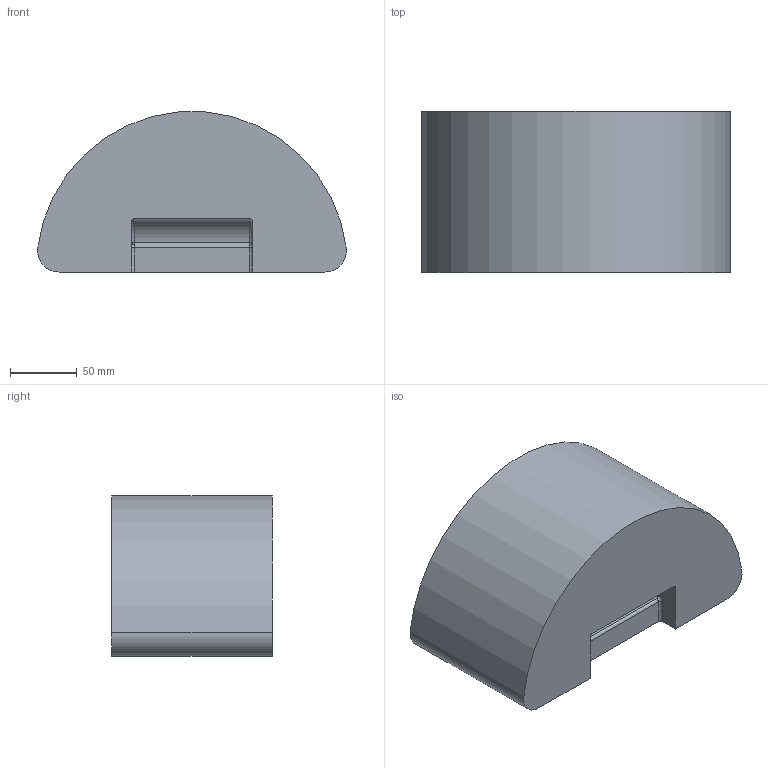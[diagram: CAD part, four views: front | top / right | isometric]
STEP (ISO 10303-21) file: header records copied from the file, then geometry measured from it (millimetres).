
FILE_DESCRIPTION (( 'STEP AP214' ), '1' );
FILE_NAME ('water reseivor2.STEP', '2019-09-09T14:30:15', ( '' ), ( '' ), 'SwSTEP 2.0', 'SolidWorks 2016', '' );
FILE_SCHEMA (( 'AUTOMOTIVE_DESIGN' ));
Length unit declared in the file: millimetre
Products named in the file (1): water reseivor2
Bounding box: 230.52 x 120 x 119.58 mm (x, y, z)
Volume: 360259.2 mm3; surface area: 182452 mm2
Topology: 1 solids, 1 shells, 44 faces, 111 edges, 66 vertices
Faces by surface type: cylinder 21, plane 13, torus 6, sphere 4
Entity records: 1443 total; most frequent: CARTESIAN_POINT 376, DIRECTION 229, ORIENTED_EDGE 210, EDGE_CURVE 105, AXIS2_PLACEMENT_3D 89, VERTEX_POINT 64, VECTOR 51, LINE 51
